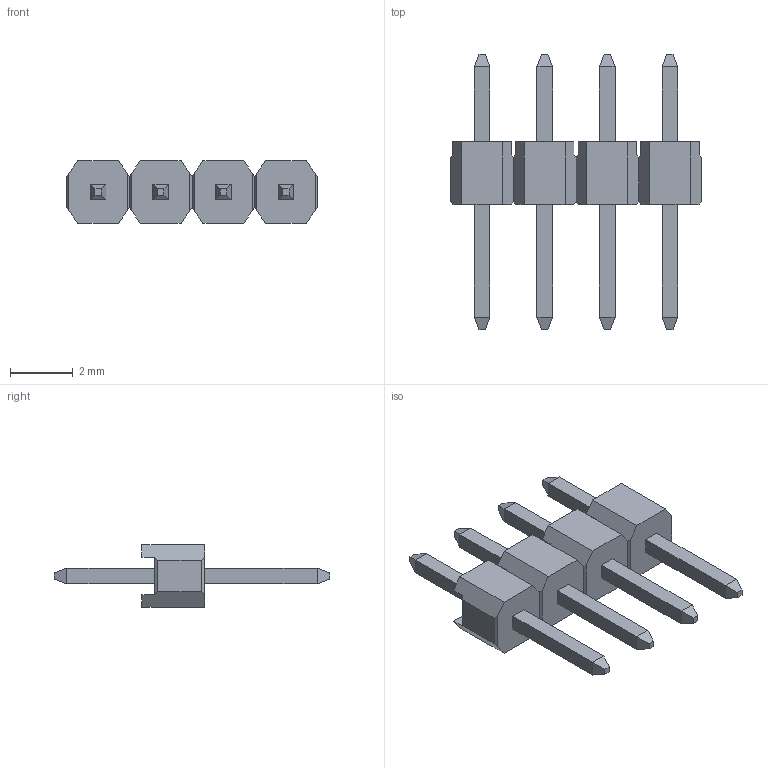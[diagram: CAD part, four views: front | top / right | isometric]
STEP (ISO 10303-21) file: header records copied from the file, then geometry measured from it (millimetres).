
FILE_DESCRIPTION((''),'2;1');
FILE_NAME('G82500410X0YEU','2022-07-12T11:41:05',('Andy.Chen'),(''),'CREO PARAMETRIC BY PTC INC, 2019344','CREO PARAMETRIC BY PTC INC, 2019344','');
FILE_SCHEMA(('CONFIG_CONTROL_DESIGN'));
Length unit declared in the file: millimetre
Products named in the file (1): G82500410X0YEU
Bounding box: 8 x 8.8 x 2 mm (x, y, z)
Volume: 31.9 mm3; surface area: 135.1 mm2
Topology: 1 solids, 1 shells, 154 faces, 356 edges, 212 vertices
Faces by surface type: plane 154
Entity records: 4210 total; most frequent: CARTESIAN_POINT 722, ORIENTED_EDGE 712, DIRECTION 664, VECTOR 356, LINE 356, EDGE_CURVE 356, VERTEX_POINT 212, EDGE_LOOP 162
